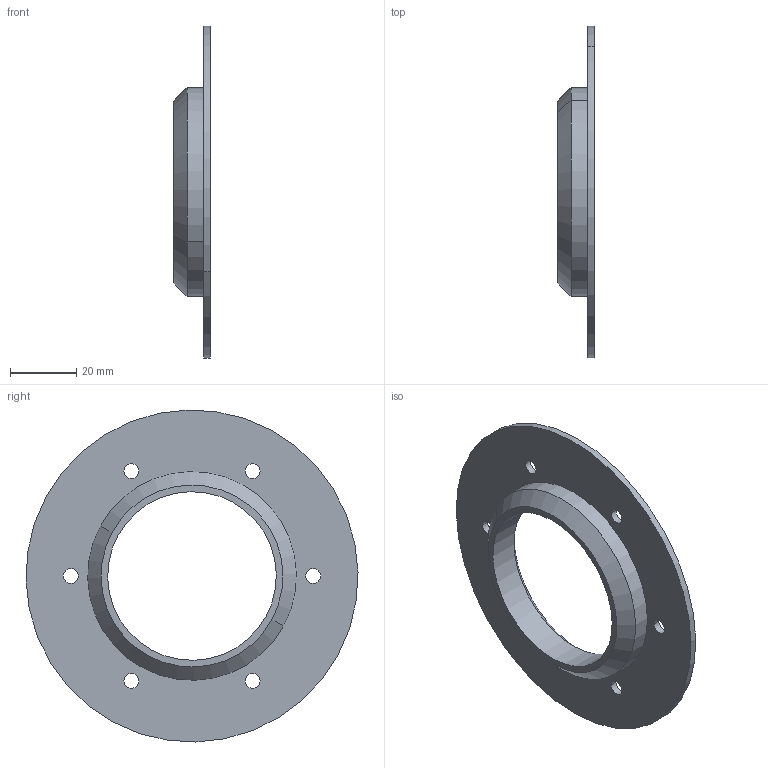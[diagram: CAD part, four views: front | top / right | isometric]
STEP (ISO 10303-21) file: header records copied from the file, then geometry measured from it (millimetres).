
FILE_DESCRIPTION(('CATIA V5 STEP Exchange'),'2;1');
FILE_NAME('Bouchon lampe.stp','2016-10-13T18:19:47+00:00',('none'),('none'),'CATIA Version 5 Release 20 GA (IN-10)','CATIA V5 STEP AP203','none');
FILE_SCHEMA(('CONFIG_CONTROL_DESIGN'));
Length unit declared in the file: millimetre
Products named in the file (1): Bouchon
Bounding box: 11 x 99.97 x 99.97 mm (x, y, z)
Volume: 19260.5 mm3; surface area: 15127.7 mm2
Topology: 1 solids, 1 shells, 25 faces, 62 edges, 40 vertices
Faces by surface type: cylinder 18, cone 4, plane 3
Entity records: 748 total; most frequent: ORIENTED_EDGE 124, CARTESIAN_POINT 119, DIRECTION 94, EDGE_CURVE 62, AXIS2_PLACEMENT_3D 57, CIRCLE 40, EDGE_LOOP 40, VERTEX_POINT 40
